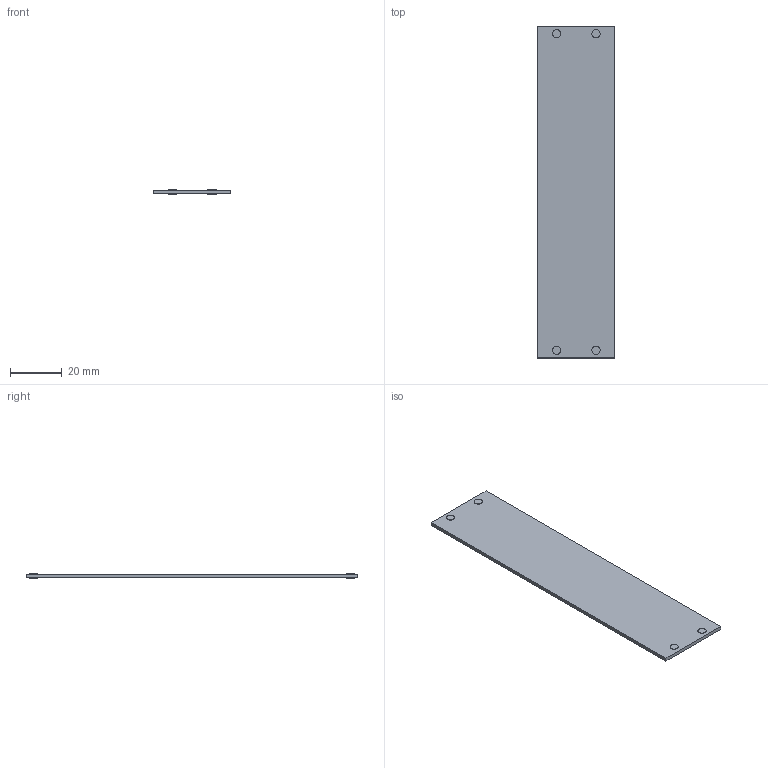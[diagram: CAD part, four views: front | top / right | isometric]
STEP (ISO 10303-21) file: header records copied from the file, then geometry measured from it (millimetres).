
FILE_DESCRIPTION(('FreeCAD Model'),'2;1');
FILE_NAME('Open CASCADE Shape Model','2024-10-28T23:38:48',('Author'),( ''),'Open CASCADE STEP processor 7.6','FreeCAD','Unknown');
FILE_SCHEMA(('AUTOMOTIVE_DESIGN { 1 0 10303 214 1 1 1 1 }'));
Length unit declared in the file: millimetre
Products named in the file (8): Unnamed; cube; cylinder; cylinder001; cylinder002; cylinder003; difference; union
Assembly tree (7 placements, depth 2):
  Unnamed
    cube
    cylinder
    cylinder001
    cylinder002
    cylinder003
    difference
    union
Bounding box: 30 x 128.5 x 1.6 mm (x, y, z)
Surface area: 16556.9 mm2
Topology: 10 solids, 10 shells, 40 faces, 60 edges, 40 vertices
Faces by surface type: plane 28, cylinder 12
Full cylindrical faces by diameter (mm): 3.2 x12
Entity records: 1164 total; most frequent: DIRECTION 180, CARTESIAN_POINT 148, ORIENTED_EDGE 120, AXIS2_PLACEMENT_3D 72, EDGE_CURVE 60, FACE_BOUND 48, EDGE_LOOP 48, ADVANCED_FACE 40
